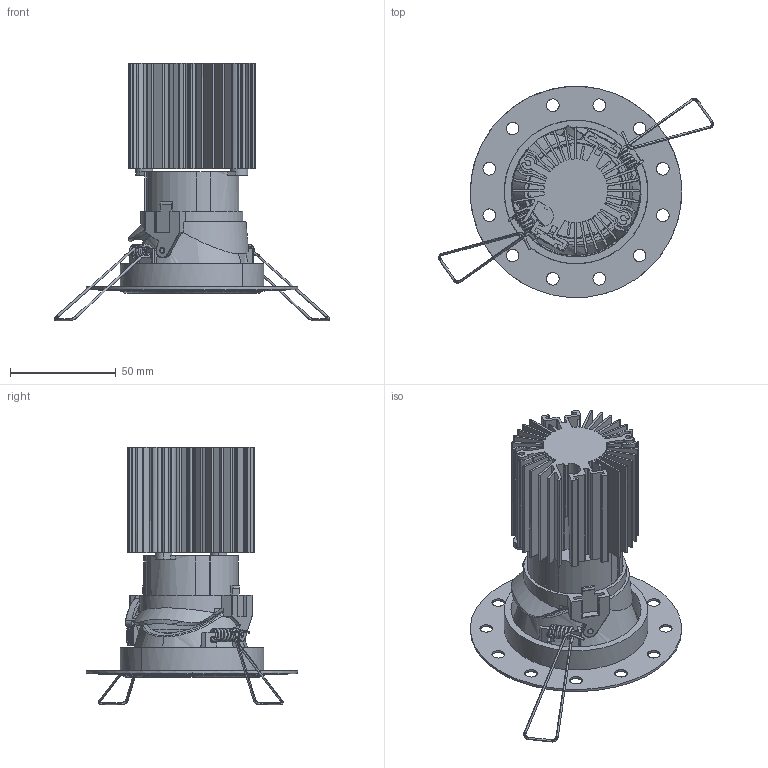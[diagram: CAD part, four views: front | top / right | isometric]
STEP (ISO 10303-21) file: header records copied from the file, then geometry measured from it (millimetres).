
FILE_DESCRIPTION(/* description */ (''),/* implementation_level */ '2;1');
FILE_NAME(/* name */ 'M252205_EVERYTHING 80 ROUND ADJ TRIMLESS',/* time_stamp */ '2018-03-06T13:01:47+01:00',/* author */ (''),/* organization */ (''),/* preprocessor_version */ 'ST-DEVELOPER v15',/* originating_system */ '',/* authorisation */ '');
FILE_SCHEMA (('CONFIG_CONTROL_DESIGN'));
Length unit declared in the file: metre
Products named in the file (1): Document
Bounding box: 130.11 x 99.85 x 121.99 mm (x, y, z)
Volume: 41609 mm3; surface area: 103602.4 mm2
Topology: 11 solids, 13 shells, 937 faces, 2671 edges, 1747 vertices
Faces by surface type: bspline 590, plane 347
Entity records: 40451 total; most frequent: CARTESIAN_POINT 25123, ORIENTED_EDGE 5317, EDGE_CURVE 2673, VERTEX_POINT 1747, B_SPLINE_CURVE_WITH_KNOTS 1547, EDGE_LOOP 970, ADVANCED_FACE 936, FACE_OUTER_BOUND 936
